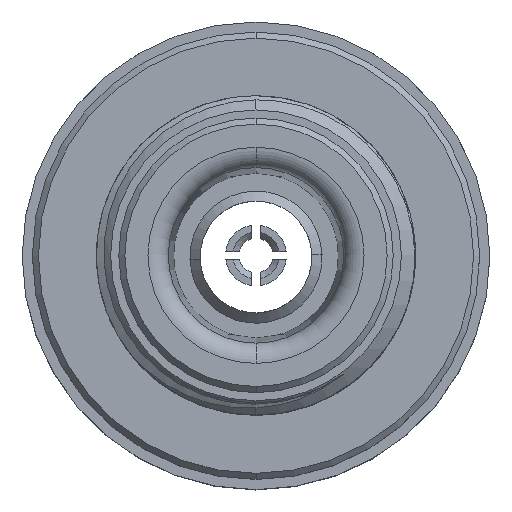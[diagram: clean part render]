
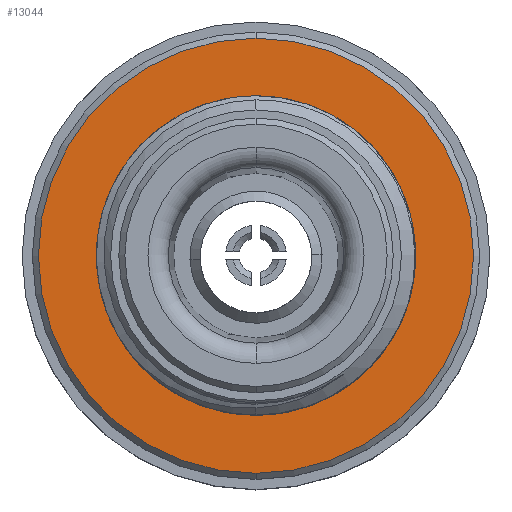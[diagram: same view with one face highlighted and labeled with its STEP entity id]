
A CAD part, top view. The second image highlights one B-rep face of the part: STEP entity #13044.
In plain terms, the highlighted planar face has unit normal (0, 0, 1).
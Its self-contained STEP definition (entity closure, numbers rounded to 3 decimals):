
#97 = CIRCLE ( 'NONE', #20025, 7.85 ) ;
#242 = EDGE_LOOP ( 'NONE', ( #7782, #3575 ) ) ;
#415 = VERTEX_POINT ( 'NONE', #8223 ) ;
#1327 = CARTESIAN_POINT ( 'NONE',  ( -51.804, -7.528, 20.332 ) ) ;
#1629 = CARTESIAN_POINT ( 'NONE',  ( -51.804, 11.022, 20.332 ) ) ;
#1727 = CARTESIAN_POINT ( 'NONE',  ( -51.804, 3.172, 20.332 ) ) ;
#1858 = CARTESIAN_POINT ( 'NONE',  ( -51.804, 3.172, 20.332 ) ) ;
#2082 = EDGE_CURVE ( 'NONE', #9668, #415, #97, .T. ) ;
#2085 = CIRCLE ( 'NONE', #23589, 10.7 ) ;
#3123 = FACE_BOUND ( 'NONE', #18967, .T. ) ;
#3217 = DIRECTION ( 'NONE',  ( 0., 1., 0. ) ) ;
#3575 = ORIENTED_EDGE ( 'NONE', *, *, #4645, .T. ) ;
#3664 = ORIENTED_EDGE ( 'NONE', *, *, #2082, .T. ) ;
#4645 = EDGE_CURVE ( 'NONE', #17438, #6046, #2085, .T. ) ;
#5947 = ORIENTED_EDGE ( 'NONE', *, *, #22908, .T. ) ;
#6046 = VERTEX_POINT ( 'NONE', #12740 ) ;
#6551 = DIRECTION ( 'NONE',  ( 0., 0., 1. ) ) ;
#7782 = ORIENTED_EDGE ( 'NONE', *, *, #9886, .T. ) ;
#8223 = CARTESIAN_POINT ( 'NONE',  ( -51.804, 11.022, 20.332 ) ) ;
#9208 = DIRECTION ( 'NONE',  ( 0., 0., -1. ) ) ;
#9612 = CARTESIAN_POINT ( 'NONE',  ( -51.804, -4.678, 20.332 ) ) ;
#9668 = VERTEX_POINT ( 'NONE', #9612 ) ;
#9886 = EDGE_CURVE ( 'NONE', #6046, #17438, #17797, .T. ) ;
#10588 = PLANE ( 'NONE',  #15724 ) ;
#10599 = DIRECTION ( 'NONE',  ( 0., -1., 0. ) ) ;
#12021 = CIRCLE ( 'NONE', #20554, 7.85 ) ;
#12740 = CARTESIAN_POINT ( 'NONE',  ( -51.804, 13.872, 20.332 ) ) ;
#13044 = ADVANCED_FACE ( 'NONE', ( #16365, #3123 ), #10588, .T. ) ;
#13537 = CARTESIAN_POINT ( 'NONE',  ( -51.804, 3.172, 20.332 ) ) ;
#14856 = DIRECTION ( 'NONE',  ( 0., 1., 0. ) ) ;
#15724 = AXIS2_PLACEMENT_3D ( 'NONE', #1629, #18305, #16479 ) ;
#16365 = FACE_OUTER_BOUND ( 'NONE', #242, .T. ) ;
#16479 = DIRECTION ( 'NONE',  ( 0., -1., 0. ) ) ;
#17029 = AXIS2_PLACEMENT_3D ( 'NONE', #13537, #6551, #17695 ) ;
#17438 = VERTEX_POINT ( 'NONE', #1327 ) ;
#17695 = DIRECTION ( 'NONE',  ( 0., -1., 0. ) ) ;
#17797 = CIRCLE ( 'NONE', #17029, 10.7 ) ;
#18305 = DIRECTION ( 'NONE',  ( 0., 0., 1. ) ) ;
#18967 = EDGE_LOOP ( 'NONE', ( #5947, #3664 ) ) ;
#19982 = DIRECTION ( 'NONE',  ( 0., 0., -1. ) ) ;
#20025 = AXIS2_PLACEMENT_3D ( 'NONE', #1858, #19982, #3217 ) ;
#20383 = DIRECTION ( 'NONE',  ( 0., 0., 1. ) ) ;
#20554 = AXIS2_PLACEMENT_3D ( 'NONE', #1727, #9208, #14856 ) ;
#22097 = CARTESIAN_POINT ( 'NONE',  ( -51.804, 3.172, 20.332 ) ) ;
#22908 = EDGE_CURVE ( 'NONE', #415, #9668, #12021, .T. ) ;
#23589 = AXIS2_PLACEMENT_3D ( 'NONE', #22097, #20383, #10599 ) ;
